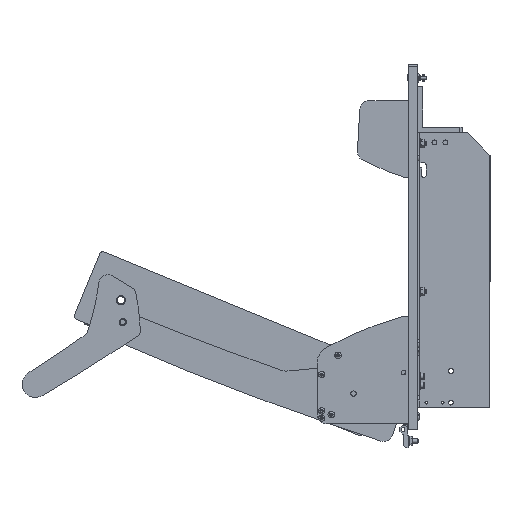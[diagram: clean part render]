
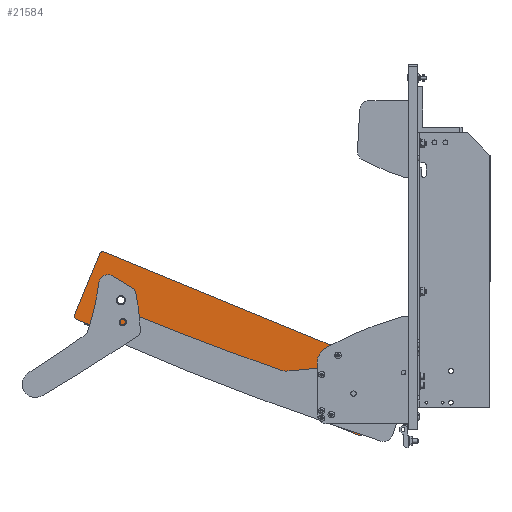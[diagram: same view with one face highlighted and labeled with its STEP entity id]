
A CAD part, left-side view. The second image highlights one B-rep face of the part: STEP entity #21584.
In plain terms, the highlighted face is planar.
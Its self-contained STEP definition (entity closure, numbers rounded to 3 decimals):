
#378 = ORIENTED_EDGE ( 'NONE', *, *, #7508, .T. ) ;
#622 = CARTESIAN_POINT ( 'NONE',  ( 144.5, 0., -5. ) ) ;
#716 = CIRCLE ( 'NONE', #55858, 3. ) ;
#791 = DIRECTION ( 'NONE',  ( 0., 0., -1. ) ) ;
#1440 = CARTESIAN_POINT ( 'NONE',  ( -167.5, -36., -5. ) ) ;
#1466 = AXIS2_PLACEMENT_3D ( 'NONE', #20397, #54628, #25794 ) ;
#1590 = VERTEX_POINT ( 'NONE', #50933 ) ;
#2039 = CIRCLE ( 'NONE', #54084, 4. ) ;
#3196 = CIRCLE ( 'NONE', #46056, 4. ) ;
#5262 = AXIS2_PLACEMENT_3D ( 'NONE', #6059, #45079, #44751 ) ;
#5429 = CARTESIAN_POINT ( 'NONE',  ( -167.5, -40., -5. ) ) ;
#5739 = FACE_OUTER_BOUND ( 'NONE', #43788, .T. ) ;
#6059 = CARTESIAN_POINT ( 'NONE',  ( -171.5, 40., -5. ) ) ;
#6240 = CARTESIAN_POINT ( 'NONE',  ( 167.5, 40., -5. ) ) ;
#7508 = EDGE_CURVE ( 'NONE', #33482, #35778, #3196, .T. ) ;
#8742 = EDGE_CURVE ( 'NONE', #45732, #60704, #47417, .T. ) ;
#8754 = CARTESIAN_POINT ( 'NONE',  ( -126.5, 2., -5. ) ) ;
#9515 = VECTOR ( 'NONE', #16044, 1000. ) ;
#10107 = ORIENTED_EDGE ( 'NONE', *, *, #16601, .F. ) ;
#10113 = VERTEX_POINT ( 'NONE', #22269 ) ;
#10120 = EDGE_CURVE ( 'NONE', #31329, #60923, #41787, .T. ) ;
#11160 = FACE_BOUND ( 'NONE', #13319, .T. ) ;
#11835 = AXIS2_PLACEMENT_3D ( 'NONE', #24246, #13360, #43754 ) ;
#11965 = DIRECTION ( 'NONE',  ( 1., 0., 0. ) ) ;
#13319 = EDGE_LOOP ( 'NONE', ( #55361, #378 ) ) ;
#13360 = DIRECTION ( 'NONE',  ( 0., 0., -1. ) ) ;
#13744 = DIRECTION ( 'NONE',  ( 1., 0., 0. ) ) ;
#14720 = CIRCLE ( 'NONE', #1466, 4. ) ;
#14850 = DIRECTION ( 'NONE',  ( -1., 0., 0. ) ) ;
#15328 = DIRECTION ( 'NONE',  ( -1., 0., 0. ) ) ;
#15510 = DIRECTION ( 'NONE',  ( 0., 0., 1. ) ) ;
#16044 = DIRECTION ( 'NONE',  ( 0., 1., 0. ) ) ;
#16252 = AXIS2_PLACEMENT_3D ( 'NONE', #1440, #791, #14850 ) ;
#16601 = EDGE_CURVE ( 'NONE', #62528, #39260, #18053, .T. ) ;
#16739 = ORIENTED_EDGE ( 'NONE', *, *, #10120, .F. ) ;
#17141 = CARTESIAN_POINT ( 'NONE',  ( -171.5, 40., -5. ) ) ;
#18053 = CIRCLE ( 'NONE', #53868, 3. ) ;
#18322 = DIRECTION ( 'NONE',  ( -1., 0., 0. ) ) ;
#18554 = VERTEX_POINT ( 'NONE', #40859 ) ;
#20142 = PLANE ( 'NONE',  #5262 ) ;
#20397 = CARTESIAN_POINT ( 'NONE',  ( -167.5, 36., -5. ) ) ;
#21335 = DIRECTION ( 'NONE',  ( 0., -1., 0. ) ) ;
#21584 = ADVANCED_FACE ( 'NONE', ( #24934, #11160, #5739 ), #20142, .T. ) ;
#22086 = CARTESIAN_POINT ( 'NONE',  ( 167.5, -36., -5. ) ) ;
#22269 = CARTESIAN_POINT ( 'NONE',  ( 167.5, -40., -5. ) ) ;
#23091 = CIRCLE ( 'NONE', #11835, 4. ) ;
#24246 = CARTESIAN_POINT ( 'NONE',  ( 167.5, 36., -5. ) ) ;
#24431 = ORIENTED_EDGE ( 'NONE', *, *, #44475, .T. ) ;
#24934 = FACE_BOUND ( 'NONE', #43551, .T. ) ;
#25428 = ORIENTED_EDGE ( 'NONE', *, *, #33181, .F. ) ;
#25794 = DIRECTION ( 'NONE',  ( -1., 0., 0. ) ) ;
#27489 = CARTESIAN_POINT ( 'NONE',  ( -171.5, -40., -5. ) ) ;
#28521 = CARTESIAN_POINT ( 'NONE',  ( -171.5, 36., -5. ) ) ;
#28657 = EDGE_CURVE ( 'NONE', #18554, #1590, #60818, .T. ) ;
#28660 = AXIS2_PLACEMENT_3D ( 'NONE', #44611, #15510, #35005 ) ;
#29665 = ORIENTED_EDGE ( 'NONE', *, *, #47515, .T. ) ;
#29980 = DIRECTION ( 'NONE',  ( 0., 0., -1. ) ) ;
#31022 = CARTESIAN_POINT ( 'NONE',  ( 171.5, -40., -5. ) ) ;
#31329 = VERTEX_POINT ( 'NONE', #28521 ) ;
#32428 = EDGE_CURVE ( 'NONE', #35778, #33482, #37892, .T. ) ;
#33181 = EDGE_CURVE ( 'NONE', #39260, #62528, #716, .T. ) ;
#33482 = VERTEX_POINT ( 'NONE', #57220 ) ;
#34044 = CARTESIAN_POINT ( 'NONE',  ( -167.5, 40., -5. ) ) ;
#35005 = DIRECTION ( 'NONE',  ( 1., 0., 0. ) ) ;
#35778 = VERTEX_POINT ( 'NONE', #8754 ) ;
#37892 = CIRCLE ( 'NONE', #28660, 4. ) ;
#39260 = VERTEX_POINT ( 'NONE', #48949 ) ;
#40120 = VECTOR ( 'NONE', #18322, 1000. ) ;
#40859 = CARTESIAN_POINT ( 'NONE',  ( 171.5, -36., -5. ) ) ;
#41787 = LINE ( 'NONE', #60996, #55427 ) ;
#42261 = DIRECTION ( 'NONE',  ( -1., 0., 0. ) ) ;
#42321 = CARTESIAN_POINT ( 'NONE',  ( -171.5, -36., -5. ) ) ;
#43551 = EDGE_LOOP ( 'NONE', ( #25428, #10107 ) ) ;
#43754 = DIRECTION ( 'NONE',  ( -1., 0., 0. ) ) ;
#43788 = EDGE_LOOP ( 'NONE', ( #57676, #48685, #51257, #24431, #16739, #53582, #47287, #29665 ) ) ;
#44475 = EDGE_CURVE ( 'NONE', #54588, #60923, #55056, .T. ) ;
#44611 = CARTESIAN_POINT ( 'NONE',  ( -130.5, 2., -5. ) ) ;
#44751 = DIRECTION ( 'NONE',  ( -1., 0., 0. ) ) ;
#45079 = DIRECTION ( 'NONE',  ( 0., 0., -1. ) ) ;
#45118 = VECTOR ( 'NONE', #13744, 1000. ) ;
#45732 = VERTEX_POINT ( 'NONE', #6240 ) ;
#46056 = AXIS2_PLACEMENT_3D ( 'NONE', #51022, #55808, #11965 ) ;
#47287 = ORIENTED_EDGE ( 'NONE', *, *, #8742, .F. ) ;
#47417 = LINE ( 'NONE', #17141, #40120 ) ;
#47515 = EDGE_CURVE ( 'NONE', #45732, #1590, #23091, .T. ) ;
#48685 = ORIENTED_EDGE ( 'NONE', *, *, #49925, .T. ) ;
#48949 = CARTESIAN_POINT ( 'NONE',  ( 141.5, 0., -5. ) ) ;
#49925 = EDGE_CURVE ( 'NONE', #18554, #10113, #2039, .T. ) ;
#50933 = CARTESIAN_POINT ( 'NONE',  ( 171.5, 36., -5. ) ) ;
#51022 = CARTESIAN_POINT ( 'NONE',  ( -130.5, 2., -5. ) ) ;
#51257 = ORIENTED_EDGE ( 'NONE', *, *, #56320, .F. ) ;
#51794 = EDGE_CURVE ( 'NONE', #31329, #60704, #14720, .T. ) ;
#53582 = ORIENTED_EDGE ( 'NONE', *, *, #51794, .T. ) ;
#53868 = AXIS2_PLACEMENT_3D ( 'NONE', #622, #29980, #15328 ) ;
#54084 = AXIS2_PLACEMENT_3D ( 'NONE', #22086, #56945, #56000 ) ;
#54588 = VERTEX_POINT ( 'NONE', #5429 ) ;
#54628 = DIRECTION ( 'NONE',  ( 0., 0., -1. ) ) ;
#55056 = CIRCLE ( 'NONE', #16252, 4. ) ;
#55361 = ORIENTED_EDGE ( 'NONE', *, *, #32428, .T. ) ;
#55427 = VECTOR ( 'NONE', #21335, 1000. ) ;
#55808 = DIRECTION ( 'NONE',  ( 0., 0., 1. ) ) ;
#55858 = AXIS2_PLACEMENT_3D ( 'NONE', #56967, #57924, #42261 ) ;
#56000 = DIRECTION ( 'NONE',  ( -1., 0., 0. ) ) ;
#56320 = EDGE_CURVE ( 'NONE', #54588, #10113, #57902, .T. ) ;
#56945 = DIRECTION ( 'NONE',  ( 0., 0., -1. ) ) ;
#56967 = CARTESIAN_POINT ( 'NONE',  ( 144.5, 0., -5. ) ) ;
#57220 = CARTESIAN_POINT ( 'NONE',  ( -134.5, 2., -5. ) ) ;
#57676 = ORIENTED_EDGE ( 'NONE', *, *, #28657, .F. ) ;
#57902 = LINE ( 'NONE', #27489, #45118 ) ;
#57924 = DIRECTION ( 'NONE',  ( 0., 0., -1. ) ) ;
#59008 = CARTESIAN_POINT ( 'NONE',  ( 147.5, 0., -5. ) ) ;
#60704 = VERTEX_POINT ( 'NONE', #34044 ) ;
#60818 = LINE ( 'NONE', #31022, #9515 ) ;
#60923 = VERTEX_POINT ( 'NONE', #42321 ) ;
#60996 = CARTESIAN_POINT ( 'NONE',  ( -171.5, -40., -5. ) ) ;
#62528 = VERTEX_POINT ( 'NONE', #59008 ) ;
